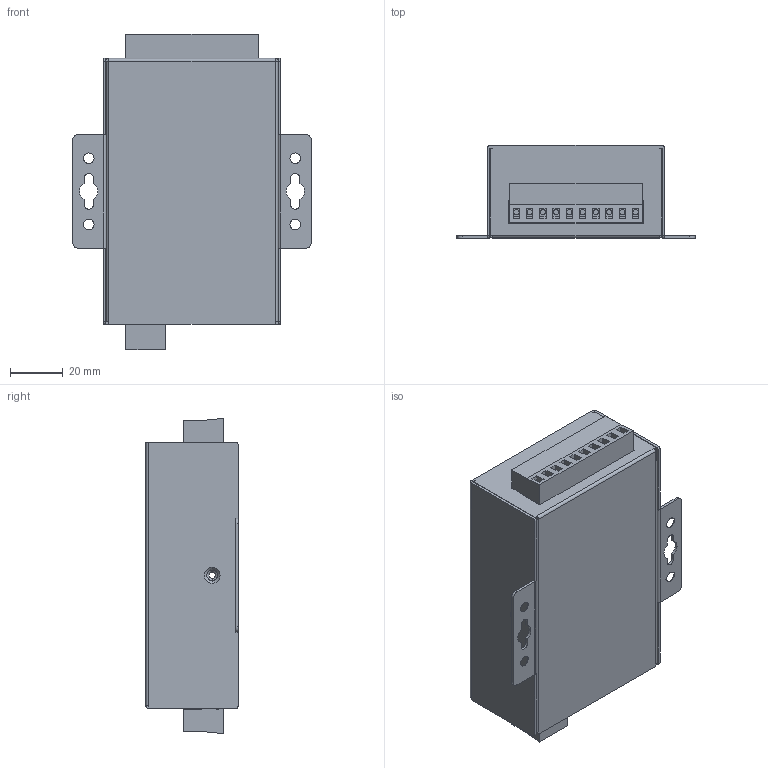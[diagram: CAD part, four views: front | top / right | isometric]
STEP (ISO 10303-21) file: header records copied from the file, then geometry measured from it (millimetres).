
FILE_DESCRIPTION((''),'2;1');
FILE_NAME('3D_NPORT_5232I','2018-07-13T',('Vincent_Huang'),('PTC'),'PRO/ENGINEER BY PARAMETRIC TECHNOLOGY CORPORATION, 2013230','PRO/ENGINEER BY PARAMETRIC TECHNOLOGY CORPORATION, 2013230','');
FILE_SCHEMA(('AUTOMOTIVE_DESIGN { 1 0 10303 214 1 1 1 1 }'));
Length unit declared in the file: millimetre
Products named in the file (1): 3D_NPORT_5232I
Bounding box: 90 x 35 x 119 mm (x, y, z)
Volume: 56588.5 mm3; surface area: 82888.3 mm2
Topology: 1 solids, 23 shells, 810 faces, 1981 edges, 1286 vertices
Faces by surface type: plane 469, cylinder 291, torus 30, cone 12, sphere 8
Entity records: 26824 total; most frequent: CARTESIAN_POINT 4347, DIRECTION 4245, ORIENTED_EDGE 3946, EDGE_CURVE 1973, AXIS2_PLACEMENT_3D 1508, VERTEX_POINT 1288, VECTOR 1229, LINE 1229
